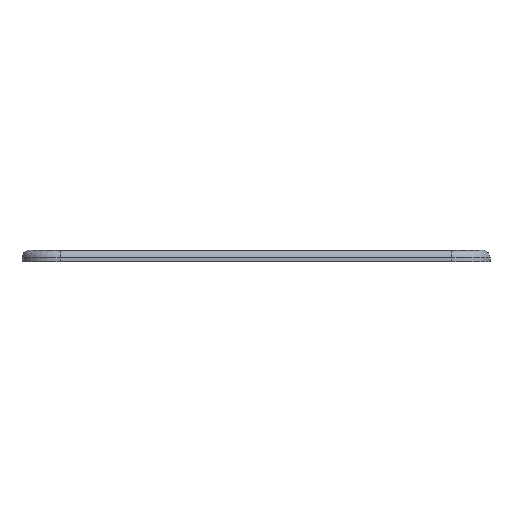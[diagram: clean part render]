
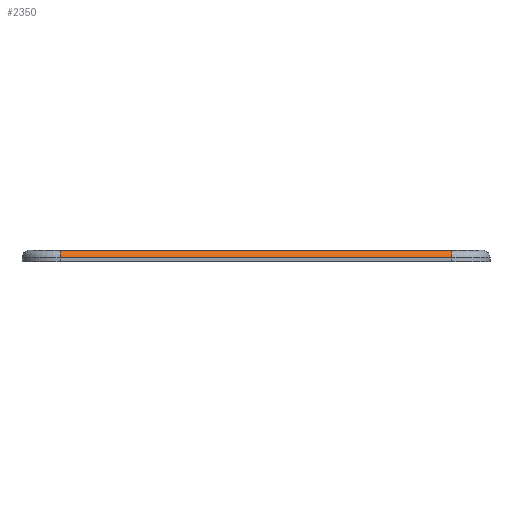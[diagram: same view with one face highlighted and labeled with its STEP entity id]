
A CAD part, left-side view. The second image highlights one B-rep face of the part: STEP entity #2350.
In plain terms, the highlighted cylindrical face has radius 1 mm (diameter 2 mm), a partial arc.
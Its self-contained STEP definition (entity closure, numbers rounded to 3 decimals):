
#23=CYLINDRICAL_SURFACE('',#2564,1.);
#188=CIRCLE('',#2562,1.);
#190=CIRCLE('',#2565,1.);
#322=FACE_OUTER_BOUND('',#489,.T.);
#489=EDGE_LOOP('',(#1781,#1782,#1783,#1784));
#671=LINE('',#3777,#864);
#712=LINE('',#3936,#905);
#864=VECTOR('',#2927,10.);
#905=VECTOR('',#3062,10.);
#1082=VERTEX_POINT('',#3775);
#1083=VERTEX_POINT('',#3776);
#1153=VERTEX_POINT('',#3930);
#1154=VERTEX_POINT('',#3934);
#1307=EDGE_CURVE('',#1082,#1083,#671,.T.);
#1384=EDGE_CURVE('',#1082,#1153,#188,.T.);
#1386=EDGE_CURVE('',#1083,#1154,#190,.T.);
#1387=EDGE_CURVE('',#1154,#1153,#712,.T.);
#1781=ORIENTED_EDGE('',*,*,#1386,.T.);
#1782=ORIENTED_EDGE('',*,*,#1387,.T.);
#1783=ORIENTED_EDGE('',*,*,#1384,.F.);
#1784=ORIENTED_EDGE('',*,*,#1307,.T.);
#2350=ADVANCED_FACE('',(#322),#23,.T.);
#2562=AXIS2_PLACEMENT_3D('',#3931,#3054,#3055);
#2564=AXIS2_PLACEMENT_3D('',#3933,#3058,#3059);
#2565=AXIS2_PLACEMENT_3D('',#3935,#3060,#3061);
#2927=DIRECTION('',(0.,1.,0.));
#3054=DIRECTION('center_axis',(0.,-1.,0.));
#3055=DIRECTION('ref_axis',(0.,0.,1.));
#3058=DIRECTION('center_axis',(0.,-1.,0.));
#3059=DIRECTION('ref_axis',(-0.707,0.,0.707));
#3060=DIRECTION('center_axis',(0.,-1.,0.));
#3061=DIRECTION('ref_axis',(0.,0.,1.));
#3062=DIRECTION('',(0.,-1.,0.));
#3775=CARTESIAN_POINT('',(0.74,14.962,14.5));
#3776=CARTESIAN_POINT('',(0.74,65.962,14.5));
#3777=CARTESIAN_POINT('',(0.74,55.712,14.5));
#3930=CARTESIAN_POINT('',(-0.26,14.962,13.5));
#3931=CARTESIAN_POINT('Origin',(0.74,14.962,13.5));
#3933=CARTESIAN_POINT('Origin',(0.74,55.712,13.5));
#3934=CARTESIAN_POINT('',(-0.26,65.962,13.5));
#3935=CARTESIAN_POINT('Origin',(0.74,65.962,13.5));
#3936=CARTESIAN_POINT('',(-0.26,55.712,13.5));
